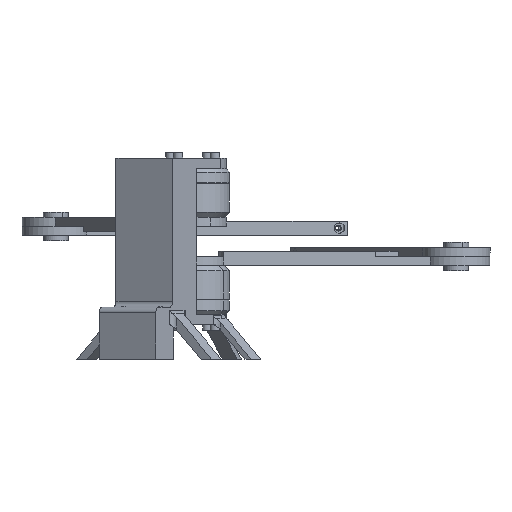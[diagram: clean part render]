
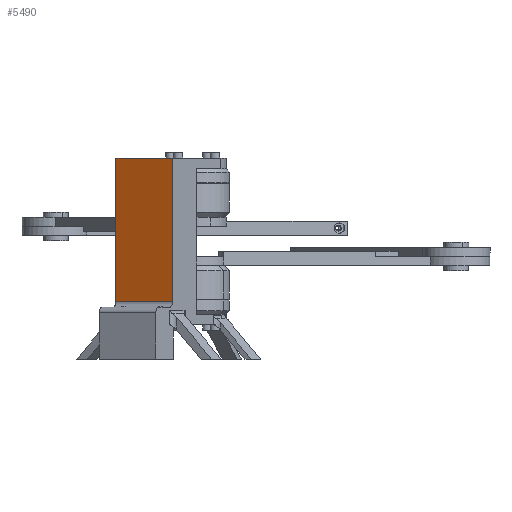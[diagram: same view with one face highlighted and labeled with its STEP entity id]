
A CAD part, front view. The second image highlights one B-rep face of the part: STEP entity #5490.
In plain terms, the highlighted face is planar.
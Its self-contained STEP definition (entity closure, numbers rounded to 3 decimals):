
#214 = EDGE_CURVE ( 'NONE', #2635, #6171, #1647, .T. ) ;
#280 = EDGE_CURVE ( 'NONE', #6171, #2199, #7124, .T. ) ;
#860 = ORIENTED_EDGE ( 'NONE', *, *, #7665, .T. ) ;
#1215 = CARTESIAN_POINT ( 'NONE',  ( -19., -50., -75. ) ) ;
#1349 = VECTOR ( 'NONE', #4527, 1000. ) ;
#1440 = CARTESIAN_POINT ( 'NONE',  ( -19., -50., -75. ) ) ;
#1488 = VERTEX_POINT ( 'NONE', #6421 ) ;
#1647 = LINE ( 'NONE', #4104, #2168 ) ;
#2168 = VECTOR ( 'NONE', #7361, 1000. ) ;
#2199 = VERTEX_POINT ( 'NONE', #8152 ) ;
#2210 = CARTESIAN_POINT ( 'NONE',  ( -19., -50., 6. ) ) ;
#2351 = ORIENTED_EDGE ( 'NONE', *, *, #4302, .T. ) ;
#2432 = ORIENTED_EDGE ( 'NONE', *, *, #280, .F. ) ;
#2635 = VERTEX_POINT ( 'NONE', #1440 ) ;
#3097 = LINE ( 'NONE', #1215, #1349 ) ;
#3261 = DIRECTION ( 'NONE',  ( 0., 0., -1. ) ) ;
#3440 = LINE ( 'NONE', #4758, #4575 ) ;
#3832 = AXIS2_PLACEMENT_3D ( 'NONE', #8456, #4502, #3261 ) ;
#3932 = PLANE ( 'NONE',  #3832 ) ;
#4104 = CARTESIAN_POINT ( 'NONE',  ( -19., -50., 0. ) ) ;
#4205 = EDGE_LOOP ( 'NONE', ( #4391, #2351, #860, #2432 ) ) ;
#4302 = EDGE_CURVE ( 'NONE', #2635, #1488, #3097, .T. ) ;
#4391 = ORIENTED_EDGE ( 'NONE', *, *, #214, .F. ) ;
#4502 = DIRECTION ( 'NONE',  ( 0., -1., 0. ) ) ;
#4527 = DIRECTION ( 'NONE',  ( 1., 0., 0. ) ) ;
#4575 = VECTOR ( 'NONE', #8102, 1000. ) ;
#4758 = CARTESIAN_POINT ( 'NONE',  ( 19., -50., 0. ) ) ;
#4770 = DIRECTION ( 'NONE',  ( 1., 0., 0. ) ) ;
#5490 = ADVANCED_FACE ( 'NONE', ( #7856 ), #3932, .T. ) ;
#6171 = VERTEX_POINT ( 'NONE', #7660 ) ;
#6421 = CARTESIAN_POINT ( 'NONE',  ( 19., -50., -75. ) ) ;
#7124 = LINE ( 'NONE', #2210, #8241 ) ;
#7361 = DIRECTION ( 'NONE',  ( 0., 0., 1. ) ) ;
#7660 = CARTESIAN_POINT ( 'NONE',  ( -19., -50., 6. ) ) ;
#7665 = EDGE_CURVE ( 'NONE', #1488, #2199, #3440, .T. ) ;
#7856 = FACE_OUTER_BOUND ( 'NONE', #4205, .T. ) ;
#8102 = DIRECTION ( 'NONE',  ( 0., 0., 1. ) ) ;
#8152 = CARTESIAN_POINT ( 'NONE',  ( 19., -50., 6. ) ) ;
#8241 = VECTOR ( 'NONE', #4770, 1000. ) ;
#8456 = CARTESIAN_POINT ( 'NONE',  ( -19., -50., 0. ) ) ;
